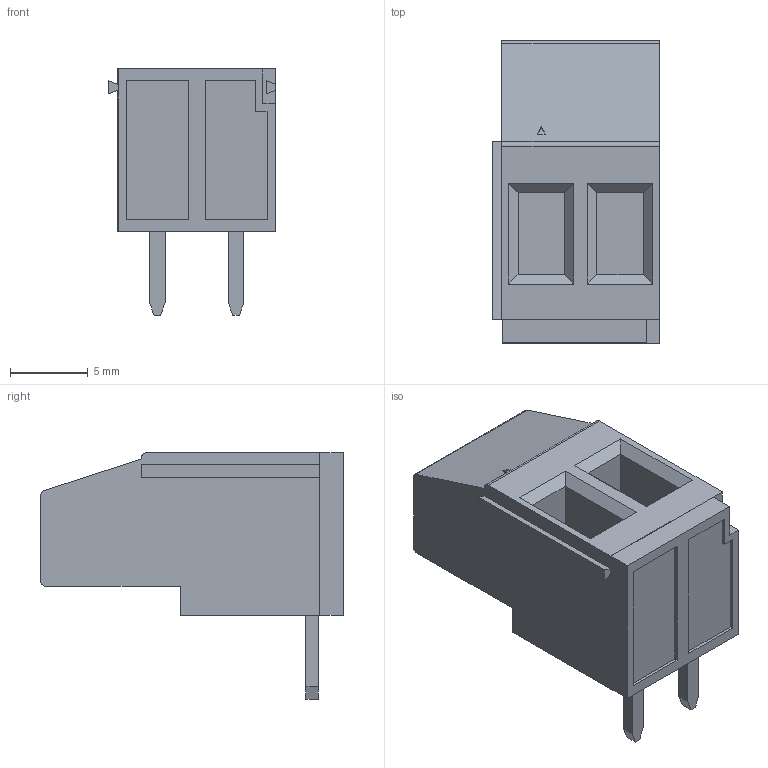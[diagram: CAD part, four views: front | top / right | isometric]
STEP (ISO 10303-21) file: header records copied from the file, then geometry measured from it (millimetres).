
FILE_DESCRIPTION (( 'STEP AP214' ), '1' );
FILE_NAME ('DG129R-5.08-02P-14-00AH.STEP', '2021-01-12T21:13:25', ( '' ), ( '' ), 'SwSTEP 2.0', 'SolidWorks 2020', '' );
FILE_SCHEMA (( 'AUTOMOTIVE_DESIGN' ));
Length unit declared in the file: millimetre
Products named in the file (1): DG129R-5.08-02P-14-00AH
Bounding box: 10.76 x 19.5 x 15.9 mm (x, y, z)
Volume: 1520.7 mm3; surface area: 1399.1 mm2
Topology: 1 solids, 1 shells, 452 faces, 1194 edges, 788 vertices
Faces by surface type: plane 235, bspline 186, cylinder 19, torus 10, cone 2
Entity records: 26734 total; most frequent: CARTESIAN_POINT 12909, ORIENTED_EDGE 2388, DIRECTION 1424, EDGE_CURVE 1194, VERTEX_POINT 788, LINE 746, VECTOR 746, EDGE_LOOP 496
